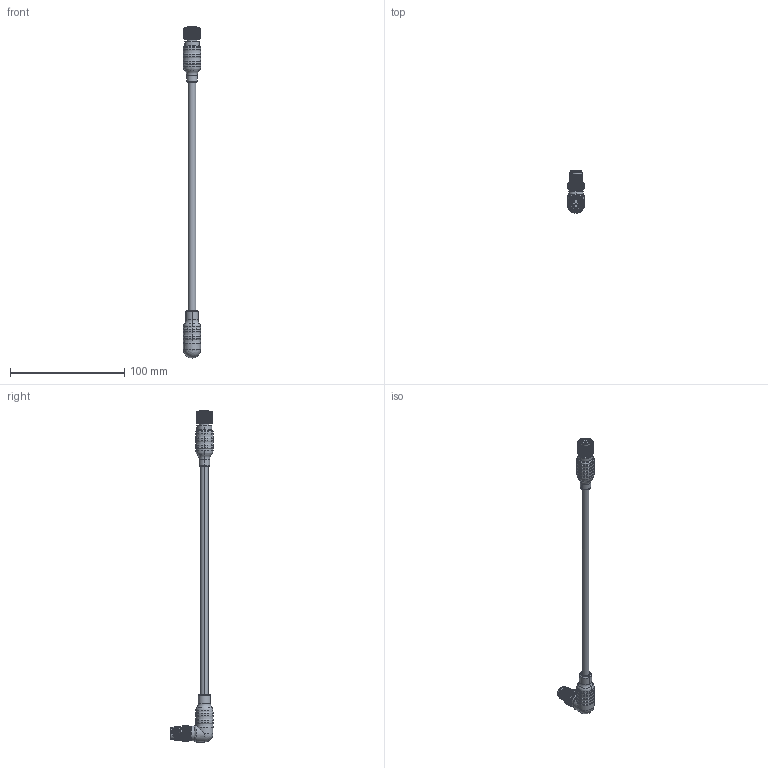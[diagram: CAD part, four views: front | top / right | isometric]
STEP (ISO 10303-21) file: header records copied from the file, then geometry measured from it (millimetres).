
FILE_DESCRIPTION((''),'2;1');
FILE_NAME('254693_SM01_ASM','2026-01-27T10:41:12',('banengservice'),('BANNER ENGINEERING'),'CREO PARAMETRIC BY PTC INC, 2022414','CREO PARAMETRIC BY PTC INC, 2022414','');
FILE_SCHEMA(('CONFIG_CONTROL_DESIGN'));
Length unit declared in the file: millimetre
Products named in the file (2): 254693_EP01; 254693_SM01_ASM
Assembly tree (1 placements, depth 2):
  254693_SM01_ASM
    254693_EP01
Bounding box: 15.76 x 37.43 x 290.85 mm (x, y, z)
Volume: 21871.4 mm3; surface area: 12576 mm2
Topology: 1 solids, 1 shells, 783 faces, 2183 edges, 1426 vertices
Faces by surface type: cylinder 500, plane 192, torus 51, bspline 19, cone 12, sphere 9
Entity records: 37299 total; most frequent: CARTESIAN_POINT 18341, ORIENTED_EDGE 4346, DIRECTION 3486, EDGE_CURVE 2173, VERTEX_POINT 1426, AXIS2_PLACEMENT_3D 1395, B_SPLINE_CURVE_WITH_KNOTS 849, EDGE_LOOP 819
